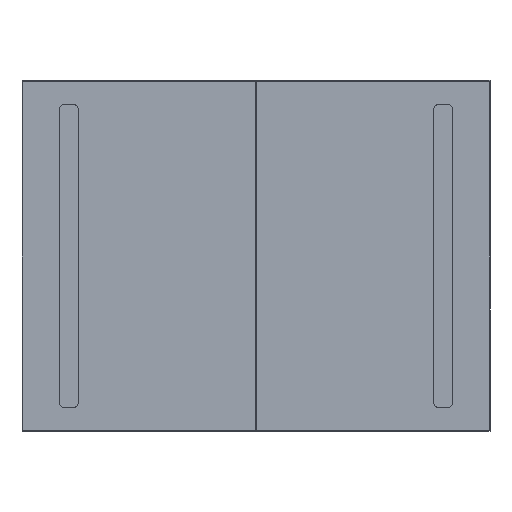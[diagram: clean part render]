
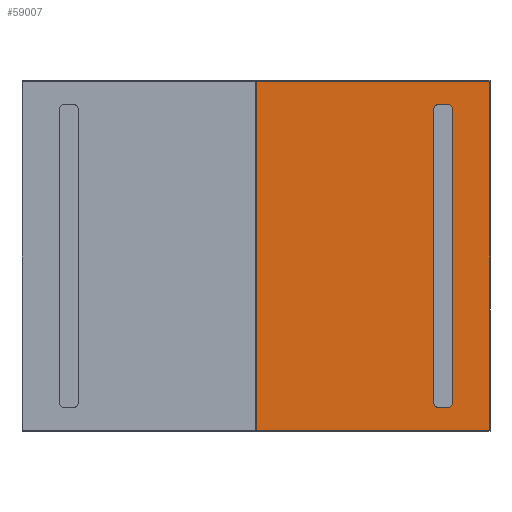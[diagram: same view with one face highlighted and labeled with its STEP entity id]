
A CAD part, front view. The second image highlights one B-rep face of the part: STEP entity #59007.
In plain terms, the highlighted planar face has unit normal (0, -1, 0).
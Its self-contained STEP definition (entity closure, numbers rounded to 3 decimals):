
#1393=FACE_BOUND('',#9653,.T.);
#3364=PLANE('',#64057);
#6268=FACE_OUTER_BOUND('',#9652,.T.);
#9652=EDGE_LOOP('',(#51484,#51485,#51486,#51487,#51488,#51489,#51490,#51491));
#9653=EDGE_LOOP('',(#51492,#51493,#51494,#51495,#51496,#51497,#51498,#51499));
#14672=LINE('',#100164,#20335);
#14677=LINE('',#100174,#20340);
#14681=LINE('',#100181,#20344);
#14683=LINE('',#100186,#20346);
#14693=LINE('',#100214,#20356);
#14695=LINE('',#100218,#20358);
#14696=LINE('',#100220,#20359);
#14697=LINE('',#100221,#20360);
#14698=LINE('',#100226,#20361);
#14699=LINE('',#100230,#20362);
#14700=LINE('',#100234,#20363);
#14701=LINE('',#100237,#20364);
#20335=VECTOR('',#78272,496.6);
#20340=VECTOR('',#78279,0.99);
#20344=VECTOR('',#78285,745.6);
#20346=VECTOR('',#78289,0.99);
#20356=VECTOR('',#78311,496.6);
#20358=VECTOR('',#78315,0.99);
#20359=VECTOR('',#78316,745.6);
#20360=VECTOR('',#78317,0.99);
#20361=VECTOR('',#78320,20.);
#20362=VECTOR('',#78323,627.);
#20363=VECTOR('',#78326,20.);
#20364=VECTOR('',#78329,627.);
#23465=CIRCLE('',#64058,10.);
#23466=CIRCLE('',#64059,10.);
#23467=CIRCLE('',#64060,10.);
#23468=CIRCLE('',#64061,10.);
#28005=VERTEX_POINT('',#100162);
#28006=VERTEX_POINT('',#100163);
#28010=VERTEX_POINT('',#100173);
#28011=VERTEX_POINT('',#100177);
#28014=VERTEX_POINT('',#100185);
#28026=VERTEX_POINT('',#100213);
#28027=VERTEX_POINT('',#100217);
#28028=VERTEX_POINT('',#100219);
#28029=VERTEX_POINT('',#100222);
#28030=VERTEX_POINT('',#100223);
#28031=VERTEX_POINT('',#100225);
#28032=VERTEX_POINT('',#100227);
#28033=VERTEX_POINT('',#100229);
#28034=VERTEX_POINT('',#100231);
#28035=VERTEX_POINT('',#100233);
#28036=VERTEX_POINT('',#100235);
#36039=EDGE_CURVE('',#28005,#28006,#14672,.T.);
#36044=EDGE_CURVE('',#28010,#28006,#14677,.T.);
#36048=EDGE_CURVE('',#28010,#28011,#14681,.T.);
#36050=EDGE_CURVE('',#28014,#28011,#14683,.T.);
#36064=EDGE_CURVE('',#28014,#28026,#14693,.T.);
#36066=EDGE_CURVE('',#28005,#28027,#14695,.T.);
#36067=EDGE_CURVE('',#28028,#28027,#14696,.T.);
#36068=EDGE_CURVE('',#28028,#28026,#14697,.T.);
#36069=EDGE_CURVE('',#28029,#28030,#23465,.T.);
#36070=EDGE_CURVE('',#28030,#28031,#14698,.T.);
#36071=EDGE_CURVE('',#28031,#28032,#23466,.T.);
#36072=EDGE_CURVE('',#28032,#28033,#14699,.T.);
#36073=EDGE_CURVE('',#28033,#28034,#23467,.T.);
#36074=EDGE_CURVE('',#28034,#28035,#14700,.T.);
#36075=EDGE_CURVE('',#28035,#28036,#23468,.T.);
#36076=EDGE_CURVE('',#28036,#28029,#14701,.T.);
#51484=ORIENTED_EDGE('',*,*,#36064,.F.);
#51485=ORIENTED_EDGE('',*,*,#36050,.T.);
#51486=ORIENTED_EDGE('',*,*,#36048,.F.);
#51487=ORIENTED_EDGE('',*,*,#36044,.T.);
#51488=ORIENTED_EDGE('',*,*,#36039,.F.);
#51489=ORIENTED_EDGE('',*,*,#36066,.T.);
#51490=ORIENTED_EDGE('',*,*,#36067,.F.);
#51491=ORIENTED_EDGE('',*,*,#36068,.T.);
#51492=ORIENTED_EDGE('',*,*,#36069,.T.);
#51493=ORIENTED_EDGE('',*,*,#36070,.T.);
#51494=ORIENTED_EDGE('',*,*,#36071,.T.);
#51495=ORIENTED_EDGE('',*,*,#36072,.T.);
#51496=ORIENTED_EDGE('',*,*,#36073,.T.);
#51497=ORIENTED_EDGE('',*,*,#36074,.T.);
#51498=ORIENTED_EDGE('',*,*,#36075,.T.);
#51499=ORIENTED_EDGE('',*,*,#36076,.T.);
#59007=ADVANCED_FACE('',(#6268,#1393),#3364,.T.);
#64057=AXIS2_PLACEMENT_3D('',#100216,#78313,#78314);
#64058=AXIS2_PLACEMENT_3D('',#100224,#78318,#78319);
#64059=AXIS2_PLACEMENT_3D('',#100228,#78321,#78322);
#64060=AXIS2_PLACEMENT_3D('',#100232,#78324,#78325);
#64061=AXIS2_PLACEMENT_3D('',#100236,#78327,#78328);
#78272=DIRECTION('',(-1.,0.,0.));
#78279=DIRECTION('',(0.707,0.,-0.707));
#78285=DIRECTION('',(0.,0.,1.));
#78289=DIRECTION('',(-0.707,0.,-0.707));
#78311=DIRECTION('',(1.,0.,0.));
#78313=DIRECTION('center_axis',(0.,-1.,0.));
#78314=DIRECTION('ref_axis',(1.,0.,0.));
#78315=DIRECTION('',(0.707,0.,0.707));
#78316=DIRECTION('',(0.,0.,-1.));
#78317=DIRECTION('',(-0.707,0.,0.707));
#78318=DIRECTION('center_axis',(0.,1.,0.));
#78319=DIRECTION('ref_axis',(0.707,0.,-0.707));
#78320=DIRECTION('',(-1.,0.,0.));
#78321=DIRECTION('center_axis',(0.,1.,0.));
#78322=DIRECTION('ref_axis',(-0.707,0.,-0.707));
#78323=DIRECTION('',(0.,0.,1.));
#78324=DIRECTION('center_axis',(0.,1.,0.));
#78325=DIRECTION('ref_axis',(-0.707,0.,0.707));
#78326=DIRECTION('',(1.,0.,0.));
#78327=DIRECTION('center_axis',(0.,1.,0.));
#78328=DIRECTION('ref_axis',(0.707,0.,0.707));
#78329=DIRECTION('',(0.,0.,-1.));
#100162=CARTESIAN_POINT('',(998.8,-172.8,1.));
#100163=CARTESIAN_POINT('',(502.2,-172.8,1.));
#100164=CARTESIAN_POINT('',(752.5,-172.8,1.));
#100173=CARTESIAN_POINT('',(501.5,-172.8,1.7));
#100174=CARTESIAN_POINT('',(439.85,-172.8,63.35));
#100177=CARTESIAN_POINT('',(501.5,-172.8,747.3));
#100181=CARTESIAN_POINT('',(501.5,-172.8,1.));
#100185=CARTESIAN_POINT('',(502.2,-172.8,748.));
#100186=CARTESIAN_POINT('',(439.85,-172.8,685.65));
#100213=CARTESIAN_POINT('',(998.8,-172.8,748.));
#100214=CARTESIAN_POINT('',(701.5,-172.8,748.));
#100216=CARTESIAN_POINT('Origin',(627.,-172.8,374.5));
#100217=CARTESIAN_POINT('',(999.5,-172.8,1.7));
#100218=CARTESIAN_POINT('',(1061.15,-172.8,63.35));
#100219=CARTESIAN_POINT('',(999.5,-172.8,747.3));
#100220=CARTESIAN_POINT('',(999.5,-172.8,748.));
#100221=CARTESIAN_POINT('',(1061.15,-172.8,685.65));
#100222=CARTESIAN_POINT('',(919.887,-172.8,60.973));
#100223=CARTESIAN_POINT('',(909.887,-172.8,50.973));
#100224=CARTESIAN_POINT('Origin',(909.887,-172.8,60.973));
#100225=CARTESIAN_POINT('',(889.887,-172.8,50.973));
#100226=CARTESIAN_POINT('',(758.443,-172.8,50.973));
#100227=CARTESIAN_POINT('',(879.887,-172.8,60.973));
#100228=CARTESIAN_POINT('Origin',(889.887,-172.8,60.973));
#100229=CARTESIAN_POINT('',(879.887,-172.8,687.973));
#100230=CARTESIAN_POINT('',(879.887,-172.8,531.237));
#100231=CARTESIAN_POINT('',(889.887,-172.8,697.973));
#100232=CARTESIAN_POINT('Origin',(889.887,-172.8,687.973));
#100233=CARTESIAN_POINT('',(909.887,-172.8,697.973));
#100234=CARTESIAN_POINT('',(768.443,-172.8,697.973));
#100235=CARTESIAN_POINT('',(919.887,-172.8,687.973));
#100236=CARTESIAN_POINT('Origin',(909.887,-172.8,687.973));
#100237=CARTESIAN_POINT('',(919.887,-172.8,217.737));
